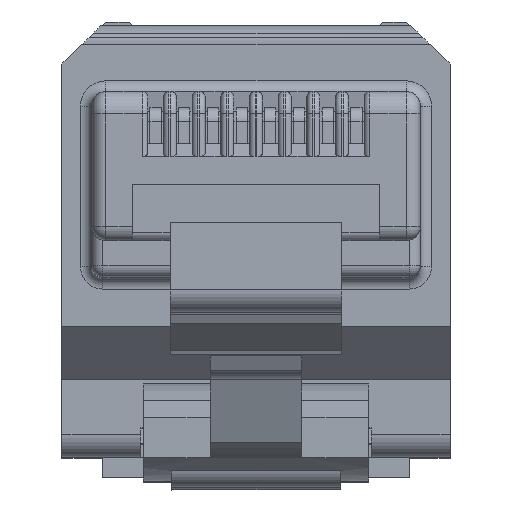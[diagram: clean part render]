
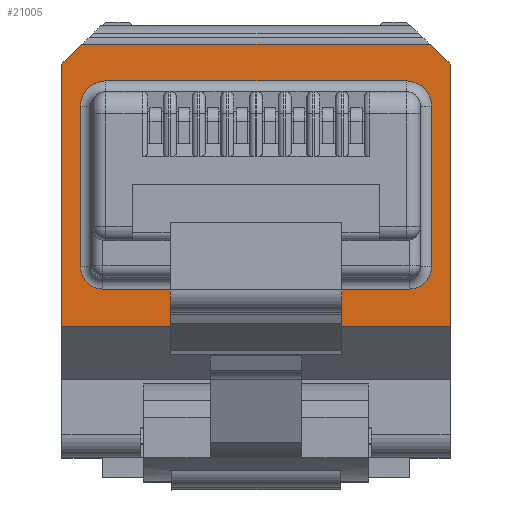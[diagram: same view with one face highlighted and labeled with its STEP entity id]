
A CAD part, top view. The second image highlights one B-rep face of the part: STEP entity #21005.
In plain terms, the highlighted planar face has unit normal (0, 0, 1).
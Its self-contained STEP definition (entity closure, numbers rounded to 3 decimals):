
#2437 = VECTOR ( 'NONE', #2494, 1000. ) ;
#2461 = CARTESIAN_POINT ( 'NONE',  ( 5.35, 9.15, -12.7 ) ) ;
#2493 = CARTESIAN_POINT ( 'NONE',  ( 6.2, 8.3, -12.7 ) ) ;
#2494 = DIRECTION ( 'NONE',  ( -0.707, 0.707, 0. ) ) ;
#2502 = LINE ( 'NONE', #2461, #2437 ) ;
#2535 = CARTESIAN_POINT ( 'NONE',  ( 6.9, 7.6, -12.7 ) ) ;
#3857 = CARTESIAN_POINT ( 'NONE',  ( 6.9, -1.731, -12.7 ) ) ;
#3957 = DIRECTION ( 'NONE',  ( 0., -1., 0. ) ) ;
#3958 = VECTOR ( 'NONE', #3957, 1000. ) ;
#3962 = CARTESIAN_POINT ( 'NONE',  ( 6.9, 0.6, -12.7 ) ) ;
#3963 = LINE ( 'NONE', #3962, #3958 ) ;
#3967 = CARTESIAN_POINT ( 'NONE',  ( -6.2, 8.3, -12.7 ) ) ;
#3971 = DIRECTION ( 'NONE',  ( 1., 0., 0. ) ) ;
#3972 = VECTOR ( 'NONE', #3971, 1000. ) ;
#3975 = CARTESIAN_POINT ( 'NONE',  ( -4.84, 8.3, -12.7 ) ) ;
#3984 = LINE ( 'NONE', #3975, #3972 ) ;
#4061 = DIRECTION ( 'NONE',  ( 0.707, 0.707, 0. ) ) ;
#4062 = VECTOR ( 'NONE', #4061, 1000. ) ;
#4067 = CARTESIAN_POINT ( 'NONE',  ( -6.9, 7.6, -12.7 ) ) ;
#4068 = LINE ( 'NONE', #4067, #4062 ) ;
#4079 = CARTESIAN_POINT ( 'NONE',  ( -6.9, 7.6, -12.7 ) ) ;
#4330 = CARTESIAN_POINT ( 'NONE',  ( -6.9, -6.35, -12.7 ) ) ;
#4331 = LINE ( 'NONE', #4330, #4362 ) ;
#4334 = DIRECTION ( 'NONE',  ( 1., 0., 0. ) ) ;
#4335 = VECTOR ( 'NONE', #4334, 1000. ) ;
#4336 = CARTESIAN_POINT ( 'NONE',  ( -4.84, 7., -12.7 ) ) ;
#4351 = LINE ( 'NONE', #4336, #4335 ) ;
#4356 = DIRECTION ( 'NONE',  ( 0., -1., 0. ) ) ;
#4357 = VECTOR ( 'NONE', #4356, 1000. ) ;
#4358 = CARTESIAN_POINT ( 'NONE',  ( 6.24, 0.4, -12.7 ) ) ;
#4359 = LINE ( 'NONE', #4358, #4357 ) ;
#4360 = CARTESIAN_POINT ( 'NONE',  ( -5.44, -0.4, -12.7 ) ) ;
#4361 = DIRECTION ( 'NONE',  ( 0., 1., 0. ) ) ;
#4362 = VECTOR ( 'NONE', #4361, 1000. ) ;
#4363 = CARTESIAN_POINT ( 'NONE',  ( 5.44, -0.4, -12.7 ) ) ;
#4364 = CIRCLE ( 'NONE', #4405, 0.8 ) ;
#4369 = CARTESIAN_POINT ( 'NONE',  ( 6.24, 6.1, -12.7 ) ) ;
#4387 = DIRECTION ( 'NONE',  ( -1., 0., 0. ) ) ;
#4388 = DIRECTION ( 'NONE',  ( 0., 0., -1. ) ) ;
#4389 = CARTESIAN_POINT ( 'NONE',  ( -5.44, 0.4, -12.7 ) ) ;
#4392 = CARTESIAN_POINT ( 'NONE',  ( -4.84, -1.731, -12.7 ) ) ;
#4393 = LINE ( 'NONE', #4392, #4431 ) ;
#4395 = DIRECTION ( 'NONE',  ( -1., 0., 0. ) ) ;
#4396 = VECTOR ( 'NONE', #4395, 1000. ) ;
#4397 = CARTESIAN_POINT ( 'NONE',  ( -5.44, -0.4, -12.7 ) ) ;
#4398 = LINE ( 'NONE', #4397, #4396 ) ;
#4399 = CARTESIAN_POINT ( 'NONE',  ( -6.24, 6.1, -12.7 ) ) ;
#4400 = AXIS2_PLACEMENT_3D ( 'NONE', #4389, #4388, #4387 ) ;
#4402 = DIRECTION ( 'NONE',  ( -1., 0., 0. ) ) ;
#4403 = DIRECTION ( 'NONE',  ( 0., 0., -1. ) ) ;
#4404 = CARTESIAN_POINT ( 'NONE',  ( 5.44, 0.4, -12.7 ) ) ;
#4405 = AXIS2_PLACEMENT_3D ( 'NONE', #4404, #4403, #4402 ) ;
#4406 = CIRCLE ( 'NONE', #4400, 0.8 ) ;
#4417 = AXIS2_PLACEMENT_3D ( 'NONE', #4455, #4454, #4453 ) ;
#4418 = FACE_BOUND ( 'NONE', #21018, .T. ) ;
#4419 = PLANE ( 'NONE',  #4435 ) ;
#4420 = FACE_OUTER_BOUND ( 'NONE', #20993, .T. ) ;
#4424 = CARTESIAN_POINT ( 'NONE',  ( 5.34, 7., -12.7 ) ) ;
#4430 = DIRECTION ( 'NONE',  ( -1., 0., 0. ) ) ;
#4431 = VECTOR ( 'NONE', #4430, 1000. ) ;
#4434 = CARTESIAN_POINT ( 'NONE',  ( -5.34, 7., -12.7 ) ) ;
#4435 = AXIS2_PLACEMENT_3D ( 'NONE', #4459, #4458, #4457 ) ;
#4440 = CARTESIAN_POINT ( 'NONE',  ( -6.24, 0.4, -12.7 ) ) ;
#4453 = DIRECTION ( 'NONE',  ( -1., 0., 0. ) ) ;
#4454 = DIRECTION ( 'NONE',  ( 0., 0., -1. ) ) ;
#4455 = CARTESIAN_POINT ( 'NONE',  ( 5.34, 6.1, -12.7 ) ) ;
#4457 = DIRECTION ( 'NONE',  ( -1., 0., 0. ) ) ;
#4458 = DIRECTION ( 'NONE',  ( 0., 0., -1. ) ) ;
#4459 = CARTESIAN_POINT ( 'NONE',  ( -4.84, 0.6, -12.7 ) ) ;
#4460 = CARTESIAN_POINT ( 'NONE',  ( 6.24, 0.4, -12.7 ) ) ;
#4463 = CIRCLE ( 'NONE', #4417, 0.9 ) ;
#4484 = CARTESIAN_POINT ( 'NONE',  ( -6.9, -1.731, -12.7 ) ) ;
#4496 = LINE ( 'NONE', #4550, #4549 ) ;
#4507 = AXIS2_PLACEMENT_3D ( 'NONE', #4543, #4542, #4541 ) ;
#4541 = DIRECTION ( 'NONE',  ( -1., 0., 0. ) ) ;
#4542 = DIRECTION ( 'NONE',  ( 0., 0., -1. ) ) ;
#4543 = CARTESIAN_POINT ( 'NONE',  ( -5.34, 6.1, -12.7 ) ) ;
#4548 = DIRECTION ( 'NONE',  ( 0., 1., 0. ) ) ;
#4549 = VECTOR ( 'NONE', #4548, 1000. ) ;
#4550 = CARTESIAN_POINT ( 'NONE',  ( -6.24, 6.1, -12.7 ) ) ;
#4551 = CIRCLE ( 'NONE', #4507, 0.9 ) ;
#20236 = EDGE_CURVE ( 'NONE', #20254, #20253, #2502, .T. ) ;
#20253 = VERTEX_POINT ( 'NONE', #2493 ) ;
#20254 = VERTEX_POINT ( 'NONE', #2535 ) ;
#20773 = VERTEX_POINT ( 'NONE', #3857 ) ;
#20779 = EDGE_CURVE ( 'NONE', #20254, #20773, #3963, .T. ) ;
#20790 = VERTEX_POINT ( 'NONE', #3967 ) ;
#20807 = EDGE_CURVE ( 'NONE', #20790, #20253, #3984, .T. ) ;
#20829 = VERTEX_POINT ( 'NONE', #4079 ) ;
#20834 = EDGE_CURVE ( 'NONE', #20829, #20790, #4068, .T. ) ;
#20942 = EDGE_CURVE ( 'NONE', #21003, #21004, #4351, .T. ) ;
#20983 = EDGE_CURVE ( 'NONE', #21019, #20829, #4331, .T. ) ;
#20984 = VERTEX_POINT ( 'NONE', #4369 ) ;
#20985 = EDGE_CURVE ( 'NONE', #20984, #21009, #4359, .T. ) ;
#20986 = ORIENTED_EDGE ( 'NONE', *, *, #20995, .T. ) ;
#20987 = VERTEX_POINT ( 'NONE', #4363 ) ;
#20988 = ORIENTED_EDGE ( 'NONE', *, *, #20985, .T. ) ;
#20989 = EDGE_CURVE ( 'NONE', #21009, #20987, #4364, .T. ) ;
#20990 = ORIENTED_EDGE ( 'NONE', *, *, #21062, .T. ) ;
#20991 = VERTEX_POINT ( 'NONE', #4360 ) ;
#20992 = EDGE_CURVE ( 'NONE', #20987, #20991, #4398, .T. ) ;
#20993 = EDGE_LOOP ( 'NONE', ( #21063, #21067, #21066, #21053, #21065, #21055 ) ) ;
#20994 = VERTEX_POINT ( 'NONE', #4399 ) ;
#20995 = EDGE_CURVE ( 'NONE', #20991, #21000, #4406, .T. ) ;
#20996 = ORIENTED_EDGE ( 'NONE', *, *, #21064, .T. ) ;
#20999 = EDGE_CURVE ( 'NONE', #20773, #21019, #4393, .T. ) ;
#21000 = VERTEX_POINT ( 'NONE', #4440 ) ;
#21002 = ORIENTED_EDGE ( 'NONE', *, *, #20992, .T. ) ;
#21003 = VERTEX_POINT ( 'NONE', #4434 ) ;
#21004 = VERTEX_POINT ( 'NONE', #4424 ) ;
#21005 = ADVANCED_FACE ( 'NONE', ( #4418, #4420 ), #4419, .F. ) ;
#21006 = ORIENTED_EDGE ( 'NONE', *, *, #21008, .T. ) ;
#21007 = ORIENTED_EDGE ( 'NONE', *, *, #20942, .T. ) ;
#21008 = EDGE_CURVE ( 'NONE', #21004, #20984, #4463, .T. ) ;
#21009 = VERTEX_POINT ( 'NONE', #4460 ) ;
#21017 = ORIENTED_EDGE ( 'NONE', *, *, #20989, .T. ) ;
#21018 = EDGE_LOOP ( 'NONE', ( #21007, #21006, #20988, #21017, #21002, #20986, #20990, #20996 ) ) ;
#21019 = VERTEX_POINT ( 'NONE', #4484 ) ;
#21053 = ORIENTED_EDGE ( 'NONE', *, *, #20983, .F. ) ;
#21055 = ORIENTED_EDGE ( 'NONE', *, *, #20779, .F. ) ;
#21062 = EDGE_CURVE ( 'NONE', #21000, #20994, #4496, .T. ) ;
#21063 = ORIENTED_EDGE ( 'NONE', *, *, #20236, .T. ) ;
#21064 = EDGE_CURVE ( 'NONE', #20994, #21003, #4551, .T. ) ;
#21065 = ORIENTED_EDGE ( 'NONE', *, *, #20999, .F. ) ;
#21066 = ORIENTED_EDGE ( 'NONE', *, *, #20834, .F. ) ;
#21067 = ORIENTED_EDGE ( 'NONE', *, *, #20807, .F. ) ;
